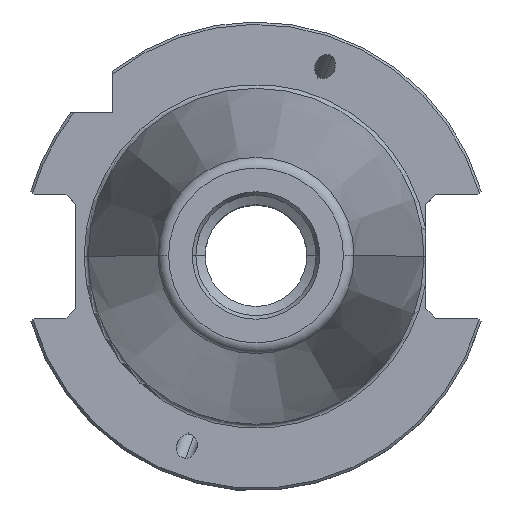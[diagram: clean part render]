
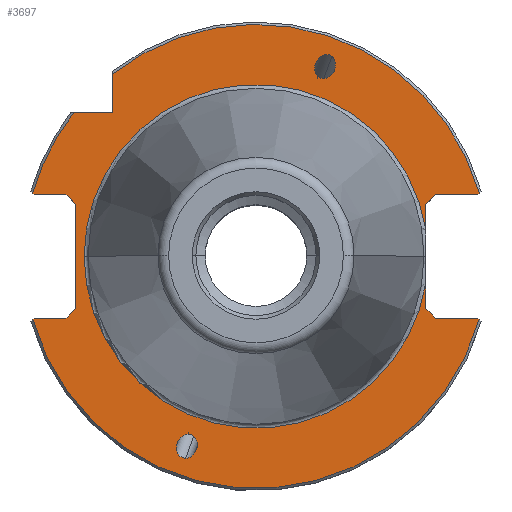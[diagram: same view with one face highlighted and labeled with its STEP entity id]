
A CAD part, top view. The second image highlights one B-rep face of the part: STEP entity #3697.
In plain terms, the highlighted planar face has unit normal (0, 0, 1).
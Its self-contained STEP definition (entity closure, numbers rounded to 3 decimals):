
#1449=VERTEX_POINT('NONE',#4133);
#1501=VERTEX_POINT('NONE',#4192);
#1563=EDGE_CURVE('NONE',#2271,#3947,#4260,.T.);
#1565=VERTEX_POINT('NONE',#4262);
#1571=EDGE_CURVE('NONE',#2499,#3261,#4269,.T.);
#1617=EDGE_CURVE('NONE',#3953,#3055,#4317,.T.);
#1735=EDGE_CURVE('NONE',#2071,#3497,#4453,.T.);
#1745=VERTEX_POINT('NONE',#4465);
#1811=EDGE_CURVE('NONE',#3055,#2153,#4540,.T.);
#1821=VERTEX_POINT('NONE',#4552);
#1823=EDGE_CURVE('NONE',#1821,#2571,#4554,.T.);
#1963=EDGE_CURVE('NONE',#2271,#1565,#4711,.T.);
#1995=EDGE_CURVE('NONE',#3261,#2387,#4744,.T.);
#2015=VERTEX_POINT('NONE',#4766);
#2059=VERTEX_POINT('NONE',#4815);
#2067=VERTEX_POINT('NONE',#4823);
#2071=VERTEX_POINT('NONE',#4828);
#2109=VERTEX_POINT('NONE',#4869);
#2153=VERTEX_POINT('NONE',#4916);
#2223=EDGE_CURVE('NONE',#2015,#3709,#4994,.T.);
#2253=EDGE_CURVE('NONE',#1449,#2059,#5028,.T.);
#2271=VERTEX_POINT('NONE',#5047);
#2387=VERTEX_POINT('NONE',#5186);
#2437=EDGE_CURVE('NONE',#2541,#4001,#5241,.T.);
#2499=VERTEX_POINT('NONE',#5316);
#2541=VERTEX_POINT('NONE',#5362);
#2557=EDGE_CURVE('NONE',#3797,#3953,#5378,.T.);
#2571=VERTEX_POINT('NONE',#5393);
#2595=EDGE_CURVE('NONE',#2387,#1501,#5418,.T.);
#2735=EDGE_CURVE('NONE',#3211,#1745,#5571,.T.);
#2737=EDGE_CURVE('NONE',#2153,#3383,#5573,.T.);
#2783=EDGE_CURVE('NONE',#1501,#2541,#5625,.T.);
#2861=EDGE_CURVE('NONE',#1565,#3497,#5712,.T.);
#2897=EDGE_CURVE('NONE',#1745,#2109,#5750,.T.);
#2905=EDGE_CURVE('NONE',#3709,#2015,#5758,.T.);
#2995=EDGE_CURVE('NONE',#4001,#3947,#5857,.T.);
#3055=VERTEX_POINT('NONE',#5923);
#3131=EDGE_CURVE('NONE',#2059,#1449,#6009,.T.);
#3211=VERTEX_POINT('NONE',#6095);
#3261=VERTEX_POINT('NONE',#6151);
#3383=VERTEX_POINT('NONE',#6285);
#3497=VERTEX_POINT('NONE',#6414);
#3545=EDGE_CURVE('NONE',#3797,#2067,#6463,.T.);
#3557=EDGE_CURVE('NONE',#3383,#3211,#6475,.T.);
#3605=EDGE_CURVE('NONE',#2109,#2499,#6528,.T.);
#3697=ADVANCED_FACE('NONE',(#6634,#6635,#6636),#6637,.T.);
#3709=VERTEX_POINT('NONE',#6650);
#3729=EDGE_CURVE('NONE',#2571,#2067,#6670,.T.);
#3797=VERTEX_POINT('NONE',#6742);
#3947=VERTEX_POINT('NONE',#6911);
#3953=VERTEX_POINT('NONE',#6918);
#4001=VERTEX_POINT('NONE',#6972);
#4025=EDGE_CURVE('NONE',#1821,#2071,#6996,.T.);
#4133=CARTESIAN_POINT('',(12.961,37.364,-3.2));
#4192=CARTESIAN_POINT('',(-46.066,-12.85,-3.2));
#4260=LINE('',#7413,#7414);
#4262=CARTESIAN_POINT('',(35.3,-10.85,-3.2));
#4269=LINE('',#7425,#7426);
#4317=CIRCLE('',#7539,48.225);
#4453=CIRCLE('',#7744,35.725);
#4465=CARTESIAN_POINT('',(-46.066,12.85,-3.2));
#4540=LINE('',#7869,#7870);
#4552=CARTESIAN_POINT('',(35.3,5.494,-3.2));
#4554=LINE('',#7888,#7889);
#4711=LINE('',#8120,#8121);
#4744=LINE('',#8188,#8189);
#4766=CARTESIAN_POINT('',(-14.641,-41.981,-3.2));
#4815=CARTESIAN_POINT('',(15.769,41.57,-3.2));
#4823=CARTESIAN_POINT('',(37.3,12.85,-3.2));
#4828=CARTESIAN_POINT('',(-35.725,0.,-3.2));
#4869=CARTESIAN_POINT('',(-39.5,12.85,-3.2));
#4916=CARTESIAN_POINT('',(-29.85,29.85,-3.2));
#4994=(B_SPLINE_CURVE(3,(#8615,#8616,#8617,#8618),.UNSPECIFIED.,.F.,.F.)B_SPLINE_CURVE_WITH_KNOTS((4,4),(0.29,3.431),.UNSPECIFIED.)RATIONAL_B_SPLINE_CURVE((1.0,0.333,0.333,1.0))BOUNDED_CURVE()REPRESENTATION_ITEM('')GEOMETRIC_REPRESENTATION_ITEM()CURVE());
#5028=(B_SPLINE_CURVE(3,(#8666,#8667,#8668,#8669),.UNSPECIFIED.,.F.,.F.)B_SPLINE_CURVE_WITH_KNOTS((4,4),(2.852,5.993),.UNSPECIFIED.)RATIONAL_B_SPLINE_CURVE((1.0,0.333,0.333,1.0))BOUNDED_CURVE()REPRESENTATION_ITEM('')GEOMETRIC_REPRESENTATION_ITEM()CURVE());
#5047=CARTESIAN_POINT('',(37.3,-12.85,-3.2));
#5186=CARTESIAN_POINT('',(-39.5,-12.85,-3.2));
#5241=CIRCLE('',#9086,48.225);
#5316=CARTESIAN_POINT('',(-37.5,10.85,-3.2));
#5362=CARTESIAN_POINT('',(-46.39,-13.175,-3.2));
#5378=LINE('',#9306,#9307);
#5393=CARTESIAN_POINT('',(35.3,10.85,-3.2));
#5418=LINE('',#9365,#9366);
#5571=LINE('',#9572,#9573);
#5573=LINE('',#9576,#9577);
#5625=LINE('',#9683,#9684);
#5712=LINE('',#9807,#9808);
#5750=LINE('',#9874,#9875);
#5758=(B_SPLINE_CURVE(3,(#9889,#9890,#9891,#9892),.UNSPECIFIED.,.F.,.F.)B_SPLINE_CURVE_WITH_KNOTS((4,4),(3.431,6.573),.UNSPECIFIED.)RATIONAL_B_SPLINE_CURVE((1.0,0.333,0.333,1.0))BOUNDED_CURVE()REPRESENTATION_ITEM('')GEOMETRIC_REPRESENTATION_ITEM()CURVE());
#5857=LINE('',#10053,#10054);
#5923=CARTESIAN_POINT('',(-29.85,37.876,-3.2));
#6009=(B_SPLINE_CURVE(3,(#10291,#10292,#10293,#10294),.UNSPECIFIED.,.F.,.F.)B_SPLINE_CURVE_WITH_KNOTS((4,4),(5.993,9.135),.UNSPECIFIED.)RATIONAL_B_SPLINE_CURVE((1.0,0.333,0.333,1.0))BOUNDED_CURVE()REPRESENTATION_ITEM('')GEOMETRIC_REPRESENTATION_ITEM()CURVE());
#6095=CARTESIAN_POINT('',(-46.39,13.175,-3.2));
#6151=CARTESIAN_POINT('',(-37.5,-10.85,-3.2));
#6285=CARTESIAN_POINT('',(-37.876,29.85,-3.2));
#6414=CARTESIAN_POINT('',(35.3,-5.494,-3.2));
#6463=LINE('',#11099,#11100);
#6475=CIRCLE('',#11116,48.225);
#6528=LINE('',#11179,#11180);
#6634=FACE_OUTER_BOUND('',#11326,.T.);
#6635=FACE_BOUND('',#11327,.T.);
#6636=FACE_BOUND('',#11328,.T.);
#6637=PLANE('',#11329);
#6650=CARTESIAN_POINT('',(-14.088,-36.953,-3.2));
#6670=LINE('',#11395,#11396);
#6742=CARTESIAN_POINT('',(46.066,12.85,-3.2));
#6911=CARTESIAN_POINT('',(46.066,-12.85,-3.2));
#6918=CARTESIAN_POINT('',(46.39,13.175,-3.2));
#6972=CARTESIAN_POINT('',(46.39,-13.175,-3.2));
#6996=CIRCLE('',#11986,35.725);
#7413=CARTESIAN_POINT('',(0.,-12.85,-3.2));
#7414=VECTOR('',#12231,1000.0);
#7425=CARTESIAN_POINT('',(-37.5,-35.725,-3.2));
#7426=VECTOR('',#12244,1000.0);
#7539=AXIS2_PLACEMENT_3D('',#12282,#12283,#12284);
#7744=AXIS2_PLACEMENT_3D('',#12457,#12458,#12459);
#7869=CARTESIAN_POINT('',(-29.85,-35.725,-3.2));
#7870=VECTOR('',#12568,1000.0);
#7888=CARTESIAN_POINT('',(35.3,-35.725,-3.2));
#7889=VECTOR('',#12590,1000.0);
#8120=CARTESIAN_POINT('',(37.3,-12.85,-3.2));
#8121=VECTOR('',#12806,1000.0);
#8188=CARTESIAN_POINT('',(-37.5,-10.85,-3.2));
#8189=VECTOR('',#12833,1000.0);
#8615=CARTESIAN_POINT('',(-14.641,-41.981,-3.2));
#8616=CARTESIAN_POINT('',(-10.358,-41.981,-3.2));
#8617=CARTESIAN_POINT('',(-9.805,-36.953,-3.2));
#8618=CARTESIAN_POINT('',(-14.088,-36.953,-3.2));
#8666=CARTESIAN_POINT('',(12.961,37.364,-3.2));
#8667=CARTESIAN_POINT('',(16.242,34.611,-3.2));
#8668=CARTESIAN_POINT('',(19.05,38.817,-3.2));
#8669=CARTESIAN_POINT('',(15.769,41.57,-3.2));
#9086=AXIS2_PLACEMENT_3D('',#13456,#13457,#13458);
#9306=CARTESIAN_POINT('',(46.916,13.7,-3.2));
#9307=VECTOR('',#13633,1000.0);
#9365=CARTESIAN_POINT('',(0.,-12.85,-3.2));
#9366=VECTOR('',#13673,1000.0);
#9572=CARTESIAN_POINT('',(-46.916,13.7,-3.2));
#9573=VECTOR('',#13844,1000.0);
#9576=CARTESIAN_POINT('',(0.,29.85,-3.2));
#9577=VECTOR('',#13845,1000.0);
#9683=CARTESIAN_POINT('',(-46.916,-13.7,-3.2));
#9684=VECTOR('',#13906,1000.0);
#9807=CARTESIAN_POINT('',(35.3,-35.725,-3.2));
#9808=VECTOR('',#14006,1000.0);
#9874=CARTESIAN_POINT('',(0.,12.85,-3.2));
#9875=VECTOR('',#14038,1000.0);
#9889=CARTESIAN_POINT('',(-14.088,-36.953,-3.2));
#9890=CARTESIAN_POINT('',(-18.372,-36.953,-3.2));
#9891=CARTESIAN_POINT('',(-18.925,-41.981,-3.2));
#9892=CARTESIAN_POINT('',(-14.641,-41.981,-3.2));
#10053=CARTESIAN_POINT('',(45.916,-12.7,-3.2));
#10054=VECTOR('',#14141,1000.0);
#10291=CARTESIAN_POINT('',(15.769,41.57,-3.2));
#10292=CARTESIAN_POINT('',(12.488,44.324,-3.2));
#10293=CARTESIAN_POINT('',(9.68,40.117,-3.2));
#10294=CARTESIAN_POINT('',(12.961,37.364,-3.2));
#11099=CARTESIAN_POINT('',(0.,12.85,-3.2));
#11100=VECTOR('',#14798,1000.0);
#11116=AXIS2_PLACEMENT_3D('',#14808,#14809,#14810);
#11179=CARTESIAN_POINT('',(-37.5,10.85,-3.2));
#11180=VECTOR('',#14869,1000.0);
#11326=EDGE_LOOP('',(#15012,#15013,#15014,#15015,#15016,#15017,#15018,#15019,#15020,#15021,#15022,#15023,#15024,#15025,#15026,#15027,#15028,#15029,#15030,#15031,#15032,#15033));
#11327=EDGE_LOOP('',(#15034,#15035));
#11328=EDGE_LOOP('',(#15036,#15037));
#11329=AXIS2_PLACEMENT_3D('',#15038,#15039,#15040);
#11395=CARTESIAN_POINT('',(37.3,12.85,-3.2));
#11396=VECTOR('',#15066,1000.0);
#11986=AXIS2_PLACEMENT_3D('',#15424,#15425,#15426);
#12231=DIRECTION('',(1.0,0.,-0.0));
#12244=DIRECTION('',(0.,-1.0,0.0));
#12282=CARTESIAN_POINT('',(0.0,0.0,-3.2));
#12283=DIRECTION('',(0.0,0.0,1.0));
#12284=DIRECTION('',(-1.0,0.,0.0));
#12457=CARTESIAN_POINT('',(0.0,0.0,-3.2));
#12458=DIRECTION('',(0.0,0.0,1.0));
#12459=DIRECTION('',(-1.0,0.,0.0));
#12568=DIRECTION('',(0.,-1.0,0.0));
#12590=DIRECTION('',(0.,1.0,0.0));
#12806=DIRECTION('',(-0.707,0.707,0.0));
#12833=DIRECTION('',(-0.707,-0.707,0.0));
#13456=CARTESIAN_POINT('',(0.0,0.0,-3.2));
#13457=DIRECTION('',(0.0,0.0,1.0));
#13458=DIRECTION('',(-1.0,0.,0.0));
#13633=DIRECTION('',(0.707,0.707,0.0));
#13673=DIRECTION('',(-1.0,0.,0.0));
#13844=DIRECTION('',(0.707,-0.707,-0.0));
#13845=DIRECTION('',(-1.0,0.,0.0));
#13906=DIRECTION('',(-0.707,-0.707,0.0));
#14006=DIRECTION('',(0.,1.0,0.0));
#14038=DIRECTION('',(1.0,0.,-0.0));
#14141=DIRECTION('',(-0.707,0.707,0.0));
#14798=DIRECTION('',(-1.0,0.,0.0));
#14808=CARTESIAN_POINT('',(0.0,0.0,-3.2));
#14809=DIRECTION('',(0.0,0.0,1.0));
#14810=DIRECTION('',(-1.0,0.,0.0));
#14869=DIRECTION('',(0.707,-0.707,-0.0));
#15012=ORIENTED_EDGE('',*,*,#2557,.T.);
#15013=ORIENTED_EDGE('',*,*,#1617,.T.);
#15014=ORIENTED_EDGE('',*,*,#1811,.T.);
#15015=ORIENTED_EDGE('',*,*,#2737,.T.);
#15016=ORIENTED_EDGE('',*,*,#3557,.T.);
#15017=ORIENTED_EDGE('',*,*,#2735,.T.);
#15018=ORIENTED_EDGE('',*,*,#2897,.T.);
#15019=ORIENTED_EDGE('',*,*,#3605,.T.);
#15020=ORIENTED_EDGE('',*,*,#1571,.T.);
#15021=ORIENTED_EDGE('',*,*,#1995,.T.);
#15022=ORIENTED_EDGE('',*,*,#2595,.T.);
#15023=ORIENTED_EDGE('',*,*,#2783,.T.);
#15024=ORIENTED_EDGE('',*,*,#2437,.T.);
#15025=ORIENTED_EDGE('',*,*,#2995,.T.);
#15026=ORIENTED_EDGE('',*,*,#1563,.F.);
#15027=ORIENTED_EDGE('',*,*,#1963,.T.);
#15028=ORIENTED_EDGE('',*,*,#2861,.T.);
#15029=ORIENTED_EDGE('',*,*,#1735,.F.);
#15030=ORIENTED_EDGE('',*,*,#4025,.F.);
#15031=ORIENTED_EDGE('',*,*,#1823,.T.);
#15032=ORIENTED_EDGE('',*,*,#3729,.T.);
#15033=ORIENTED_EDGE('',*,*,#3545,.F.);
#15034=ORIENTED_EDGE('',*,*,#2253,.F.);
#15035=ORIENTED_EDGE('',*,*,#3131,.F.);
#15036=ORIENTED_EDGE('',*,*,#2905,.F.);
#15037=ORIENTED_EDGE('',*,*,#2223,.F.);
#15038=CARTESIAN_POINT('',(0.,-35.725,-3.2));
#15039=DIRECTION('',(0.0,0.0,1.0));
#15040=DIRECTION('',(-1.0,0.,0.0));
#15066=DIRECTION('',(0.707,0.707,0.0));
#15424=CARTESIAN_POINT('',(0.0,0.0,-3.2));
#15425=DIRECTION('',(0.0,0.0,1.0));
#15426=DIRECTION('',(-1.0,0.,0.0));
